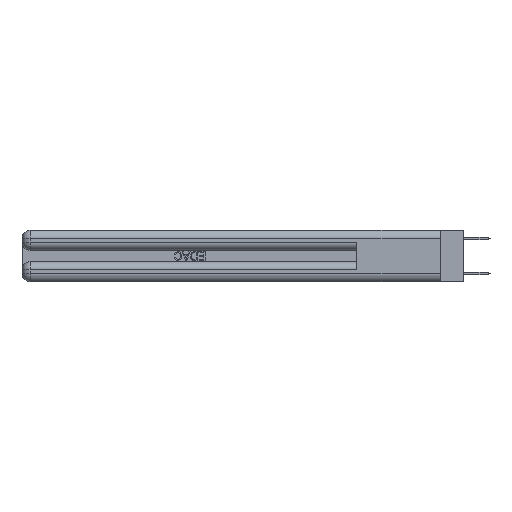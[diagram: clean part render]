
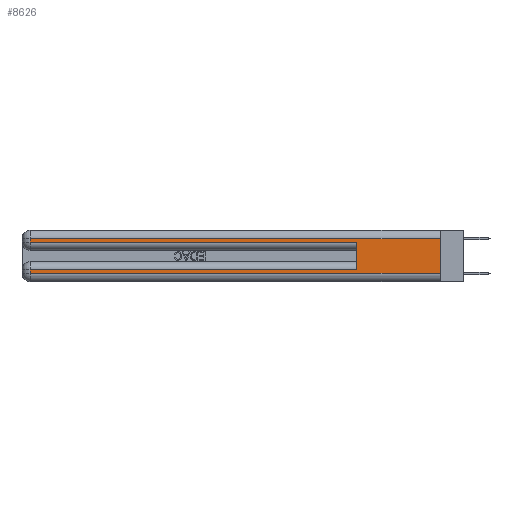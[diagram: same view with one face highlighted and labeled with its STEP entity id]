
A CAD part, left-side view. The second image highlights one B-rep face of the part: STEP entity #8626.
In plain terms, the highlighted planar face has unit normal (-1, 0, 0).
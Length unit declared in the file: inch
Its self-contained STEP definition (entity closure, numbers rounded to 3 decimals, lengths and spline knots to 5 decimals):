
#672 = VECTOR ( 'NONE', #5139, 39.37008 ) ;
#1269 = EDGE_CURVE ( 'NONE', #5959, #17294, #19865, .T. ) ;
#2337 = CARTESIAN_POINT ( 'NONE',  ( 0., 2.94, 0.085 ) ) ;
#3310 = CARTESIAN_POINT ( 'NONE',  ( 0., 0., 0.06 ) ) ;
#3460 = ORIENTED_EDGE ( 'NONE', *, *, #7170, .T. ) ;
#3930 = EDGE_CURVE ( 'NONE', #33740, #17294, #19867, .T. ) ;
#3952 = VECTOR ( 'NONE', #17535, 39.37008 ) ;
#5139 = DIRECTION ( 'NONE',  ( 0., 0., -1. ) ) ;
#5205 = VERTEX_POINT ( 'NONE', #2337 ) ;
#5670 = VECTOR ( 'NONE', #21099, 39.37008 ) ;
#5959 = VERTEX_POINT ( 'NONE', #15502 ) ;
#6025 = CARTESIAN_POINT ( 'NONE',  ( 0., 0., 0.31 ) ) ;
#6868 = DIRECTION ( 'NONE',  ( 0., 0., -1. ) ) ;
#7170 = EDGE_CURVE ( 'NONE', #11130, #7503, #8492, .T. ) ;
#7503 = VERTEX_POINT ( 'NONE', #13322 ) ;
#7832 = LINE ( 'NONE', #15917, #5670 ) ;
#8203 = EDGE_CURVE ( 'NONE', #5205, #5959, #7832, .T. ) ;
#8361 = DIRECTION ( 'NONE',  ( 0., 1., 0. ) ) ;
#8492 = LINE ( 'NONE', #21947, #20974 ) ;
#8626 = ADVANCED_FACE ( 'NONE', ( #18175 ), #12438, .F. ) ;
#9457 = DIRECTION ( 'NONE',  ( 0., 0., -1. ) ) ;
#9558 = DIRECTION ( 'NONE',  ( 1., 0., 0. ) ) ;
#10717 = LINE ( 'NONE', #27185, #672 ) ;
#11130 = VERTEX_POINT ( 'NONE', #31588 ) ;
#11565 = DIRECTION ( 'NONE',  ( 0., -1., 0. ) ) ;
#11612 = CARTESIAN_POINT ( 'NONE',  ( 0., 0.6, 0.085 ) ) ;
#12438 = PLANE ( 'NONE',  #24596 ) ;
#13322 = CARTESIAN_POINT ( 'NONE',  ( 0., 0.6, 0.285 ) ) ;
#14733 = DIRECTION ( 'NONE',  ( 0., 1., 0. ) ) ;
#14882 = DIRECTION ( 'NONE',  ( 0., 0., 1. ) ) ;
#15290 = EDGE_CURVE ( 'NONE', #23799, #11130, #10717, .T. ) ;
#15502 = CARTESIAN_POINT ( 'NONE',  ( 0., 2.94, 0.06 ) ) ;
#15917 = CARTESIAN_POINT ( 'NONE',  ( 0., 2.94, 0.37 ) ) ;
#17294 = VERTEX_POINT ( 'NONE', #3310 ) ;
#17535 = DIRECTION ( 'NONE',  ( 0., -1., 0. ) ) ;
#17707 = CARTESIAN_POINT ( 'NONE',  ( 0., 0., 0.06 ) ) ;
#18175 = FACE_OUTER_BOUND ( 'NONE', #26303, .T. ) ;
#18311 = EDGE_CURVE ( 'NONE', #20546, #7503, #28476, .T. ) ;
#18653 = ORIENTED_EDGE ( 'NONE', *, *, #18311, .F. ) ;
#19105 = ORIENTED_EDGE ( 'NONE', *, *, #1269, .T. ) ;
#19763 = VECTOR ( 'NONE', #14733, 39.37008 ) ;
#19865 = LINE ( 'NONE', #17707, #3952 ) ;
#19867 = LINE ( 'NONE', #20041, #27805 ) ;
#20041 = CARTESIAN_POINT ( 'NONE',  ( 0., 0., 0.37 ) ) ;
#20124 = ORIENTED_EDGE ( 'NONE', *, *, #15290, .T. ) ;
#20428 = CARTESIAN_POINT ( 'NONE',  ( 0., 0.6, 0.145 ) ) ;
#20546 = VERTEX_POINT ( 'NONE', #11612 ) ;
#20974 = VECTOR ( 'NONE', #11565, 39.37008 ) ;
#21099 = DIRECTION ( 'NONE',  ( 0., 0., -1. ) ) ;
#21947 = CARTESIAN_POINT ( 'NONE',  ( 0., 0., 0.285 ) ) ;
#22775 = LINE ( 'NONE', #33850, #19763 ) ;
#22946 = ORIENTED_EDGE ( 'NONE', *, *, #34777, .T. ) ;
#23175 = CARTESIAN_POINT ( 'NONE',  ( 0., 0., 0.37 ) ) ;
#23393 = ORIENTED_EDGE ( 'NONE', *, *, #30220, .T. ) ;
#23799 = VERTEX_POINT ( 'NONE', #32932 ) ;
#23997 = ORIENTED_EDGE ( 'NONE', *, *, #8203, .T. ) ;
#24596 = AXIS2_PLACEMENT_3D ( 'NONE', #23175, #9558, #6868 ) ;
#25224 = ORIENTED_EDGE ( 'NONE', *, *, #3930, .F. ) ;
#26222 = VECTOR ( 'NONE', #8361, 39.37008 ) ;
#26303 = EDGE_LOOP ( 'NONE', ( #25224, #23393, #20124, #3460, #18653, #22946, #23997, #19105 ) ) ;
#26806 = CARTESIAN_POINT ( 'NONE',  ( 0., 0., 0.085 ) ) ;
#27185 = CARTESIAN_POINT ( 'NONE',  ( 0., 2.94, 0.37 ) ) ;
#27805 = VECTOR ( 'NONE', #9457, 39.37008 ) ;
#28198 = VECTOR ( 'NONE', #14882, 39.37008 ) ;
#28476 = LINE ( 'NONE', #20428, #28198 ) ;
#30220 = EDGE_CURVE ( 'NONE', #33740, #23799, #22775, .T. ) ;
#31588 = CARTESIAN_POINT ( 'NONE',  ( 0., 2.94, 0.285 ) ) ;
#32710 = LINE ( 'NONE', #26806, #26222 ) ;
#32932 = CARTESIAN_POINT ( 'NONE',  ( 0., 2.94, 0.31 ) ) ;
#33740 = VERTEX_POINT ( 'NONE', #6025 ) ;
#33850 = CARTESIAN_POINT ( 'NONE',  ( 0., 0., 0.31 ) ) ;
#34777 = EDGE_CURVE ( 'NONE', #20546, #5205, #32710, .T. ) ;
